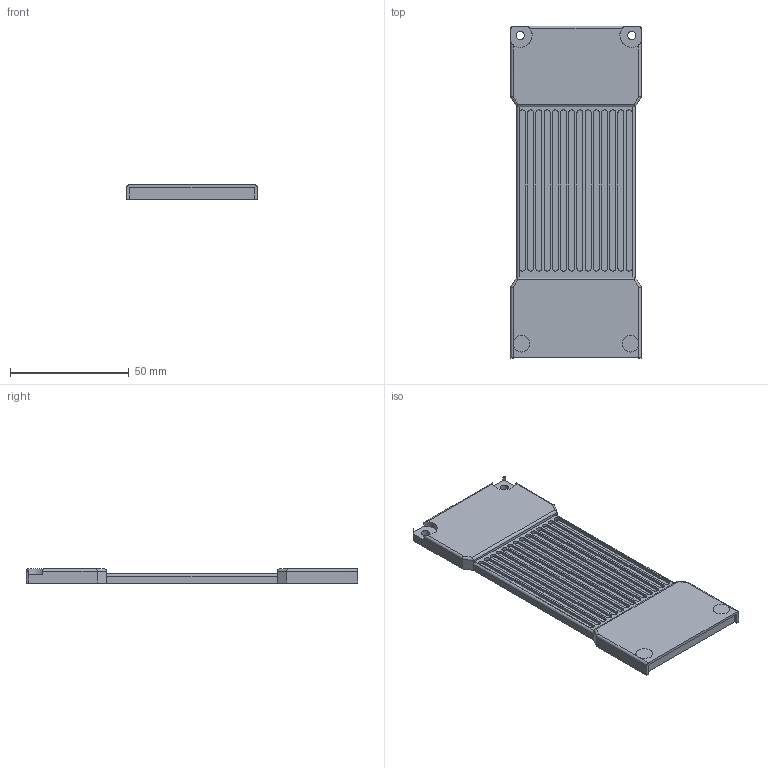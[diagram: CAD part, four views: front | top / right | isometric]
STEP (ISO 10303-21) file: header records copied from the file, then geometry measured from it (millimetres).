
FILE_DESCRIPTION(/* description */ (''),/* implementation_level */ '2;1');
FILE_NAME(/* name */ 'FTM19003 MOD2 Top.step',/* time_stamp */ '2025-04-04T14:29:01-05:00',/* author */ (''),/* organization */ (''),/* preprocessor_version */ 'ST-DEVELOPER v20.1',/* originating_system */ 'Autodesk Translation Framework v14.4.0.0',/* authorisation */ '');
FILE_SCHEMA (('AUTOMOTIVE_DESIGN { 1 0 10303 214 3 1 1 }'));
Length unit declared in the file: millimetre
Products named in the file (1): 2025-04-04-14-29-01-247
Bounding box: 55 x 140 x 6 mm (x, y, z)
Volume: 27919 mm3; surface area: 21227.6 mm2
Topology: 1 solids, 1 shells, 164 faces, 418 edges, 271 vertices
Faces by surface type: plane 101, cylinder 61, sphere 2
Full cylindrical faces by diameter (mm): 3.5 x4, 7 x2
Entity records: 4966 total; most frequent: CARTESIAN_POINT 918, DIRECTION 839, ORIENTED_EDGE 820, EDGE_CURVE 410, LINE 295, VECTOR 295, AXIS2_PLACEMENT_3D 272, VERTEX_POINT 267
